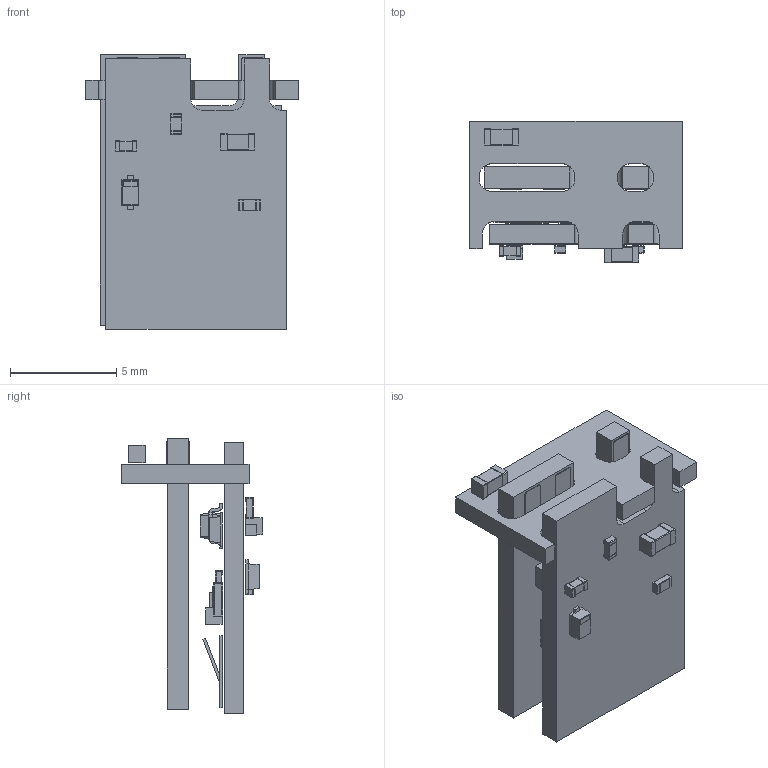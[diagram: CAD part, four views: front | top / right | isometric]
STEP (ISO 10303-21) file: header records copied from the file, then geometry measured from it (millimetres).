
FILE_DESCRIPTION(('KiCad electronic assembly'),'2;1');
FILE_NAME('connectionpcb.step','2026-01-05T22:12:06',('Pcbnew'),('Kicad' ),'Open CASCADE STEP processor 7.6','KiCad to STEP converter', 'Unknown');
FILE_SCHEMA(('AUTOMOTIVE_DESIGN { 1 0 10303 214 1 1 1 1 }'));
Length unit declared in the file: millimetre
Products named in the file (19): connectionpcb 1; C_0603_1608Metric; ESP8684-WROOM-07; PCB; Pad6; Pad4; Pad2; minipcb; R_0402_1005Metric; D_SOD-523; C_0402_1005Metric; TE_2040852-1_uncompressed; SOT-583-8; SOT-363_SC-70-6; R_0603_1608Metric; SOT-553; minipcb_PCB; connectionpcb_PCB
Assembly tree (30 placements, depth 3):
  connectionpcb 1
    C_0603_1608Metric
    ESP8684-WROOM-07
      PCB
      Pad6  x2
      Pad4  x2
      Pad2  x2
    minipcb
      R_0402_1005Metric  x5
      D_SOD-523
      C_0603_1608Metric  x2
      C_0402_1005Metric  x2
      TE_2040852-1_uncompressed  x4
      SOT-583-8
      SOT-363_SC-70-6
      R_0603_1608Metric
      SOT-553
      minipcb_PCB
    connectionpcb_PCB
Bounding box: 10 x 6.64 x 12.9 mm (x, y, z)
Volume: 245.6 mm3; surface area: 781.1 mm2
Topology: 28 solids, 28 shells, 777 faces, 1982 edges, 1275 vertices
Faces by surface type: plane 530, cylinder 192, bspline 55
Full cylindrical faces by diameter (mm): 0.1 x1, 0.25 x1
Entity records: 16380 total; most frequent: CARTESIAN_POINT 3968, ORIENTED_EDGE 2556, DIRECTION 2391, EDGE_CURVE 1278, LINE 971, VECTOR 971, VERTEX_POINT 811, AXIS2_PLACEMENT_3D 710
